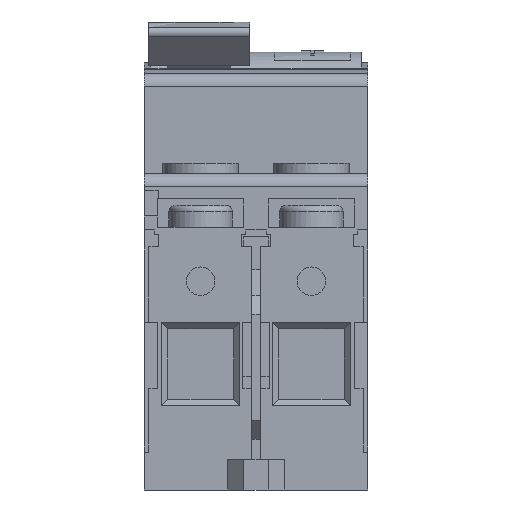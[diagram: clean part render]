
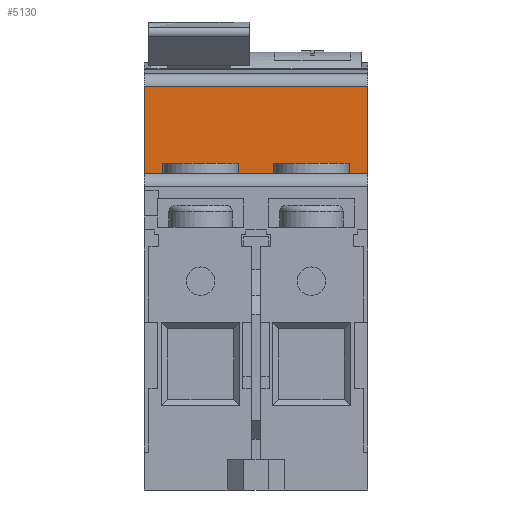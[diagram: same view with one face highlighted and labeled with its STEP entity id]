
A CAD part, front view. The second image highlights one B-rep face of the part: STEP entity #5130.
In plain terms, the highlighted planar face has unit normal (0, -1, 0).
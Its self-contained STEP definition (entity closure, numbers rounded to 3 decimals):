
#384 = EDGE_CURVE ( 'NONE', #4110, #2824, #1917, .T. ) ;
#660 = ORIENTED_EDGE ( 'NONE', *, *, #8661, .F. ) ;
#1057 = VECTOR ( 'NONE', #6297, 1000. ) ;
#1870 = DIRECTION ( 'NONE',  ( 0., 1., 0. ) ) ;
#1917 = LINE ( 'NONE', #12245, #1057 ) ;
#2332 = VECTOR ( 'NONE', #12011, 1000. ) ;
#2824 = VERTEX_POINT ( 'NONE', #5175 ) ;
#3180 = LINE ( 'NONE', #8905, #6924 ) ;
#3393 = CARTESIAN_POINT ( 'NONE',  ( 17.65, -22.5, 63.815 ) ) ;
#3540 = ORIENTED_EDGE ( 'NONE', *, *, #384, .F. ) ;
#4110 = VERTEX_POINT ( 'NONE', #3393 ) ;
#4611 = CARTESIAN_POINT ( 'NONE',  ( -17.65, -22.5, 50. ) ) ;
#5130 = ADVANCED_FACE ( 'NONE', ( #13381 ), #5282, .F. ) ;
#5163 = CARTESIAN_POINT ( 'NONE',  ( 17.65, -22.5, 63.815 ) ) ;
#5175 = CARTESIAN_POINT ( 'NONE',  ( 17.65, -22.5, 50. ) ) ;
#5282 = PLANE ( 'NONE',  #9661 ) ;
#5944 = VERTEX_POINT ( 'NONE', #4611 ) ;
#6059 = LINE ( 'NONE', #5163, #9004 ) ;
#6297 = DIRECTION ( 'NONE',  ( 0., 0., -1. ) ) ;
#6460 = EDGE_LOOP ( 'NONE', ( #3540, #9269, #6708, #660 ) ) ;
#6473 = CARTESIAN_POINT ( 'NONE',  ( 17.65, -22.5, 50. ) ) ;
#6656 = CARTESIAN_POINT ( 'NONE',  ( -17.65, -22.5, 63.815 ) ) ;
#6708 = ORIENTED_EDGE ( 'NONE', *, *, #12273, .T. ) ;
#6924 = VECTOR ( 'NONE', #14467, 1000. ) ;
#7550 = CARTESIAN_POINT ( 'NONE',  ( 17.65, -22.5, 50. ) ) ;
#8439 = DIRECTION ( 'NONE',  ( -1., 0., 0. ) ) ;
#8661 = EDGE_CURVE ( 'NONE', #2824, #5944, #13196, .T. ) ;
#8905 = CARTESIAN_POINT ( 'NONE',  ( -17.65, -22.5, 50. ) ) ;
#9004 = VECTOR ( 'NONE', #8439, 1000. ) ;
#9269 = ORIENTED_EDGE ( 'NONE', *, *, #9634, .T. ) ;
#9634 = EDGE_CURVE ( 'NONE', #4110, #13977, #6059, .T. ) ;
#9661 = AXIS2_PLACEMENT_3D ( 'NONE', #6473, #1870, #11019 ) ;
#11019 = DIRECTION ( 'NONE',  ( 0., 0., 1. ) ) ;
#12011 = DIRECTION ( 'NONE',  ( -1., 0., 0. ) ) ;
#12245 = CARTESIAN_POINT ( 'NONE',  ( 17.65, -22.5, 50. ) ) ;
#12273 = EDGE_CURVE ( 'NONE', #13977, #5944, #3180, .T. ) ;
#13196 = LINE ( 'NONE', #7550, #2332 ) ;
#13381 = FACE_OUTER_BOUND ( 'NONE', #6460, .T. ) ;
#13977 = VERTEX_POINT ( 'NONE', #6656 ) ;
#14467 = DIRECTION ( 'NONE',  ( 0., 0., -1. ) ) ;
